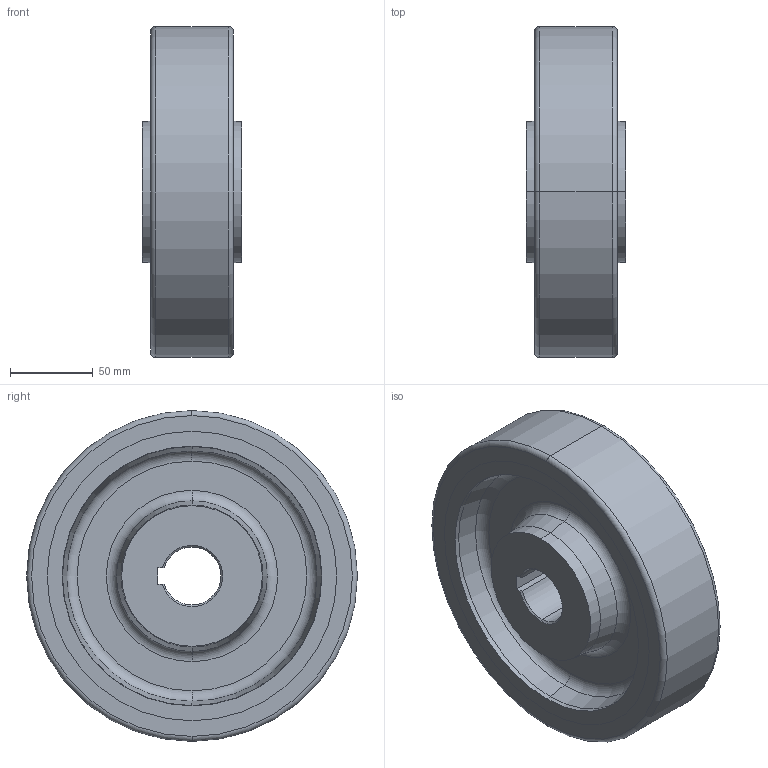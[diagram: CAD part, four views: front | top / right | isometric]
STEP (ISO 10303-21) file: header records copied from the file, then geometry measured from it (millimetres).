
FILE_DESCRIPTION (( 'STEP AP214' ), '1' );
FILE_NAME ('0017649.step', '2022-12-05T12:04:39', ( '' ), ( '' ), 'SwSTEP 2.0', 'SolidWorks 2020', '' );
FILE_SCHEMA (( 'AUTOMOTIVE_DESIGN' ));
Length unit declared in the file: millimetre
Products named in the file (1): 0017649
Bounding box: 60 x 200 x 200 mm (x, y, z)
Volume: 1069817 mm3; surface area: 178720.5 mm2
Topology: 2 solids, 2 shells, 55 faces, 116 edges, 70 vertices
Faces by surface type: cone 20, torus 12, plane 12, cylinder 11
Entity records: 1697 total; most frequent: DIRECTION 298, CARTESIAN_POINT 254, ORIENTED_EDGE 232, AXIS2_PLACEMENT_3D 130, EDGE_CURVE 116, CIRCLE 74, VERTEX_POINT 70, EDGE_LOOP 64
